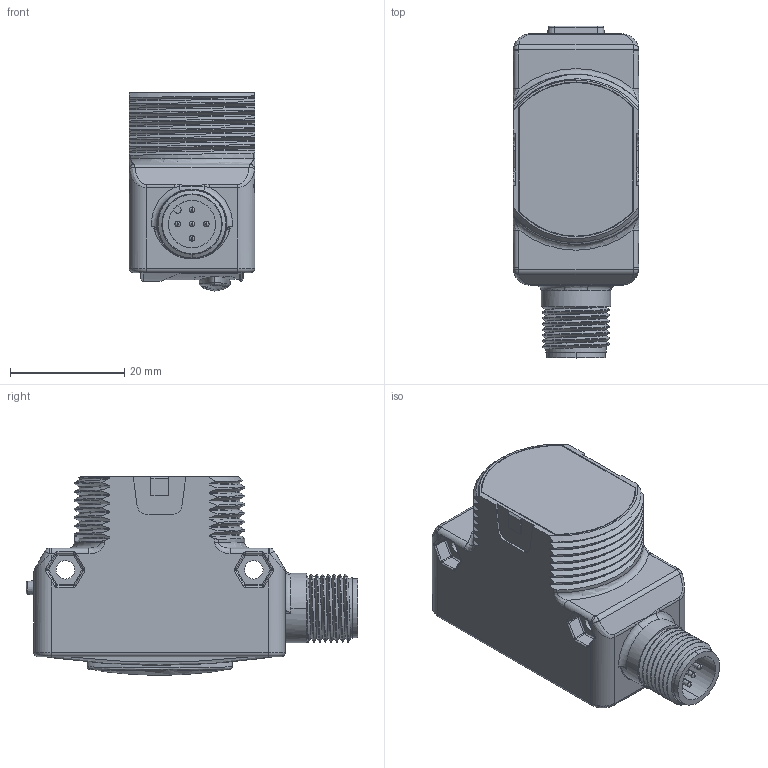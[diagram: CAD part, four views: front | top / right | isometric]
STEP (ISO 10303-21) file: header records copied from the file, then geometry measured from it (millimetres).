
FILE_DESCRIPTION((''),'2;1');
FILE_NAME('140587_SW','2008-06-02T',('banengservice'),('BANNER ENGINEERING'),'PRO/ENGINEER BY PARAMETRIC TECHNOLOGY CORPORATION, 2006170','PRO/ENGINEER BY PARAMETRIC TECHNOLOGY CORPORATION, 2006170','');
FILE_SCHEMA(('CONFIG_CONTROL_DESIGN'));
Length unit declared in the file: inch
Products named in the file (1): 140587_SW
Bounding box: 22 x 58.13 x 34.75 mm (x, y, z)
Volume: 26180.5 mm3; surface area: 8753 mm2
Topology: 1 solids, 1 shells, 490 faces, 1181 edges, 701 vertices
Faces by surface type: cylinder 201, bspline 101, plane 100, torus 47, sphere 32, cone 7, extrusion 2
Entity records: 23137 total; most frequent: CARTESIAN_POINT 12424, ORIENTED_EDGE 2358, DIRECTION 2041, EDGE_CURVE 1179, AXIS2_PLACEMENT_3D 786, VERTEX_POINT 701, EDGE_LOOP 508, FACE_OUTER_BOUND 490
